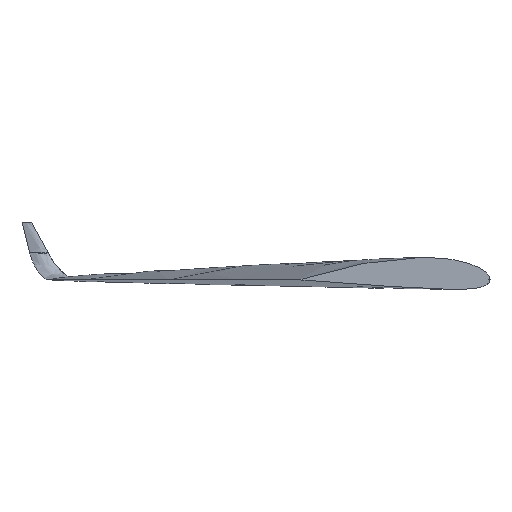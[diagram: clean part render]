
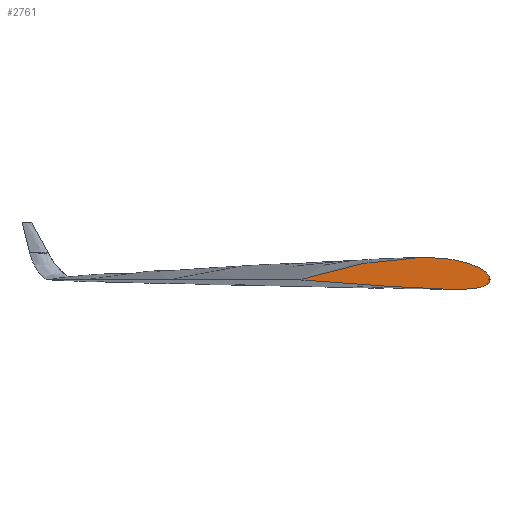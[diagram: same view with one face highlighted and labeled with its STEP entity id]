
A CAD part, left-side view. The second image highlights one B-rep face of the part: STEP entity #2761.
In plain terms, the highlighted planar face has unit normal (-1, 0, 0).
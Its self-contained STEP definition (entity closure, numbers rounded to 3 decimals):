
#1296=CARTESIAN_POINT('Vertex',(0.,200.,0.)) ;
#1302=CARTESIAN_POINT('Control Point',(0.,200.,0.)) ;
#1303=CARTESIAN_POINT('Control Point',(0.,197.359,0.867)) ;
#1304=CARTESIAN_POINT('Control Point',(0.,194.711,1.714)) ;
#1305=CARTESIAN_POINT('Control Point',(0.,192.056,2.54)) ;
#1306=CARTESIAN_POINT('Control Point',(0.,186.969,4.09)) ;
#1307=CARTESIAN_POINT('Control Point',(0.,181.859,5.564)) ;
#1308=CARTESIAN_POINT('Control Point',(0.,179.417,6.257)) ;
#1309=CARTESIAN_POINT('Control Point',(0.,172.105,8.282)) ;
#1310=CARTESIAN_POINT('Control Point',(0.,164.755,10.166)) ;
#1311=CARTESIAN_POINT('Control Point',(0.,159.849,11.361)) ;
#1312=CARTESIAN_POINT('Control Point',(0.,149.185,13.83)) ;
#1313=CARTESIAN_POINT('Control Point',(0.,138.458,16.018)) ;
#1314=CARTESIAN_POINT('Control Point',(0.,132.663,17.113)) ;
#1315=CARTESIAN_POINT('Control Point',(0.,122.465,18.885)) ;
#1316=CARTESIAN_POINT('Control Point',(0.,112.223,20.375)) ;
#1317=CARTESIAN_POINT('Control Point',(0.,107.809,20.962)) ;
#1318=CARTESIAN_POINT('Control Point',(0.,97.407,22.203)) ;
#1319=CARTESIAN_POINT('Control Point',(0.,86.968,23.087)) ;
#1320=CARTESIAN_POINT('Control Point',(0.,80.957,23.516)) ;
#1321=CARTESIAN_POINT('Control Point',(0.,70.56,23.891)) ;
#1322=CARTESIAN_POINT('Control Point',(0.,60.162,23.626)) ;
#1323=CARTESIAN_POINT('Control Point',(0.,55.792,23.385)) ;
#1324=CARTESIAN_POINT('Control Point',(0.,48.449,22.76)) ;
#1325=CARTESIAN_POINT('Control Point',(0.,41.155,21.717)) ;
#1326=CARTESIAN_POINT('Control Point',(0.,38.204,21.218)) ;
#1327=CARTESIAN_POINT('Control Point',(0.,33.208,20.237)) ;
#1328=CARTESIAN_POINT('Control Point',(0.,28.268,19.002)) ;
#1329=CARTESIAN_POINT('Control Point',(0.,26.244,18.447)) ;
#1330=CARTESIAN_POINT('Control Point',(0.,22.905,17.439)) ;
#1331=CARTESIAN_POINT('Control Point',(0.,19.617,16.276)) ;
#1332=CARTESIAN_POINT('Control Point',(0.,18.317,15.786)) ;
#1333=CARTESIAN_POINT('Control Point',(0.,15.396,14.614)) ;
#1334=CARTESIAN_POINT('Control Point',(0.,12.545,13.28)) ;
#1335=CARTESIAN_POINT('Control Point',(0.,10.981,12.477)) ;
#1336=CARTESIAN_POINT('Control Point',(0.,8.311,10.964)) ;
#1337=CARTESIAN_POINT('Control Point',(0.,5.8,9.201)) ;
#1338=CARTESIAN_POINT('Control Point',(0.,4.769,8.396)) ;
#1339=CARTESIAN_POINT('Control Point',(0.,3.308,7.096)) ;
#1340=CARTESIAN_POINT('Control Point',(0.,2.041,5.611)) ;
#1341=CARTESIAN_POINT('Control Point',(0.,1.65,5.101)) ;
#1342=CARTESIAN_POINT('Control Point',(0.,0.827,3.87)) ;
#1343=CARTESIAN_POINT('Control Point',(0.,0.245,2.502)) ;
#1344=CARTESIAN_POINT('Control Point',(0.,0.015,1.682)) ;
#1345=CARTESIAN_POINT('Control Point',(0.,-0.07,0.835)) ;
#1346=CARTESIAN_POINT('Control Point',(0.,0.,0.)) ;
#1347=CARTESIAN_POINT('Vertex',(0.,0.,0.)) ;
#2652=CARTESIAN_POINT('Control Point',(0.,0.,0.)) ;
#2653=CARTESIAN_POINT('Control Point',(0.,0.068,-0.821)) ;
#2654=CARTESIAN_POINT('Control Point',(0.,0.285,-1.631)) ;
#2655=CARTESIAN_POINT('Control Point',(0.,0.656,-2.389)) ;
#2656=CARTESIAN_POINT('Control Point',(0.,1.515,-3.569)) ;
#2657=CARTESIAN_POINT('Control Point',(0.,2.621,-4.52)) ;
#2658=CARTESIAN_POINT('Control Point',(0.,3.129,-4.891)) ;
#2659=CARTESIAN_POINT('Control Point',(0.,4.591,-5.83)) ;
#2660=CARTESIAN_POINT('Control Point',(0.,6.169,-6.549)) ;
#2661=CARTESIAN_POINT('Control Point',(0.,7.205,-6.944)) ;
#2662=CARTESIAN_POINT('Control Point',(0.,10.022,-7.866)) ;
#2663=CARTESIAN_POINT('Control Point',(0.,12.917,-8.494)) ;
#2664=CARTESIAN_POINT('Control Point',(0.,14.737,-8.815)) ;
#2665=CARTESIAN_POINT('Control Point',(0.,17.887,-9.265)) ;
#2666=CARTESIAN_POINT('Control Point',(0.,21.053,-9.576)) ;
#2667=CARTESIAN_POINT('Control Point',(0.,22.379,-9.685)) ;
#2668=CARTESIAN_POINT('Control Point',(0.,28.547,-10.112)) ;
#2669=CARTESIAN_POINT('Control Point',(0.,34.733,-10.212)) ;
#2670=CARTESIAN_POINT('Control Point',(0.,39.587,-10.187)) ;
#2671=CARTESIAN_POINT('Control Point',(0.,50.237,-9.939)) ;
#2672=CARTESIAN_POINT('Control Point',(0.,60.88,-9.466)) ;
#2673=CARTESIAN_POINT('Control Point',(0.,66.671,-9.151)) ;
#2674=CARTESIAN_POINT('Control Point',(0.,76.628,-8.636)) ;
#2675=CARTESIAN_POINT('Control Point',(0.,86.584,-8.091)) ;
#2676=CARTESIAN_POINT('Control Point',(0.,90.747,-7.846)) ;
#2677=CARTESIAN_POINT('Control Point',(0.,99.209,-7.3)) ;
#2678=CARTESIAN_POINT('Control Point',(0.,107.668,-6.711)) ;
#2679=CARTESIAN_POINT('Control Point',(0.,111.966,-6.404)) ;
#2680=CARTESIAN_POINT('Control Point',(0.,122.096,-5.664)) ;
#2681=CARTESIAN_POINT('Control Point',(0.,132.226,-4.916)) ;
#2682=CARTESIAN_POINT('Control Point',(0.,138.058,-4.475)) ;
#2683=CARTESIAN_POINT('Control Point',(0.,148.767,-3.696)) ;
#2684=CARTESIAN_POINT('Control Point',(0.,159.476,-2.908)) ;
#2685=CARTESIAN_POINT('Control Point',(0.,164.353,-2.56)) ;
#2686=CARTESIAN_POINT('Control Point',(0.,171.703,-2.034)) ;
#2687=CARTESIAN_POINT('Control Point',(0.,179.054,-1.51)) ;
#2688=CARTESIAN_POINT('Control Point',(0.,181.528,-1.333)) ;
#2689=CARTESIAN_POINT('Control Point',(0.,185.71,-1.032)) ;
#2690=CARTESIAN_POINT('Control Point',(0.,189.893,-0.735)) ;
#2691=CARTESIAN_POINT('Control Point',(0.,191.6,-0.608)) ;
#2692=CARTESIAN_POINT('Control Point',(0.,194.305,-0.411)) ;
#2693=CARTESIAN_POINT('Control Point',(0.,197.01,-0.223)) ;
#2694=CARTESIAN_POINT('Control Point',(0.,198.007,-0.145)) ;
#2695=CARTESIAN_POINT('Control Point',(0.,199.003,-0.069)) ;
#2696=CARTESIAN_POINT('Control Point',(0.,200.,0.)) ;
#2752=CARTESIAN_POINT('Axis2P3D Location',(0.,98.06,3.743)) ;
#2753=DIRECTION('Axis2P3D Direction',(-1.,0.,0.)) ;
#2754=DIRECTION('Axis2P3D XDirection',(0.,1.,-0.003)) ;
#2755=AXIS2_PLACEMENT_3D('Plane Axis2P3D',#2752,#2753,#2754) ;
#2758=ORIENTED_EDGE('',*,*,#1349,.F.) ;
#2759=ORIENTED_EDGE('',*,*,#2697,.F.) ;
#2761=ADVANCED_FACE('Corps principal',(#2760),#2756,.T.) ;
#1301=B_SPLINE_CURVE_WITH_KNOTS('',5,(#1302,#1303,#1304,#1305,#1306,#1307,#1308,#1309,#1310,#1311,#1312,#1313,#1314,#1315,#1316,#1317,#1318,#1319,#1320,#1321,#1322,#1323,#1324,#1325,#1326,#1327,#1328,#1329,#1330,#1331,#1332,#1333,#1334,#1335,#1336,#1337,#1338,#1339,#1340,#1341,#1342,#1343,#1344,#1345,#1346),.UNSPECIFIED.,.F.,.U.,(6,3,3,3,3,3,3,3,3,3,3,3,3,3,6),(0.,13.9,26.591,51.834,81.321,103.579,133.695,155.562,170.518,181.007,187.949,196.732,203.26,206.46,210.617),.UNSPECIFIED.) ;
#2651=B_SPLINE_CURVE_WITH_KNOTS('',5,(#2652,#2653,#2654,#2655,#2656,#2657,#2658,#2659,#2660,#2661,#2662,#2663,#2664,#2665,#2666,#2667,#2668,#2669,#2670,#2671,#2672,#2673,#2674,#2675,#2676,#2677,#2678,#2679,#2680,#2681,#2682,#2683,#2684,#2685,#2686,#2687,#2688,#2689,#2690,#2691,#2692,#2693,#2694,#2695,#2696),.UNSPECIFIED.,.F.,.U.,(6,3,3,3,3,3,3,3,3,3,3,3,3,3,6),(210.617,214.702,217.822,223.351,232.599,239.248,263.511,292.51,313.363,334.906,364.15,388.595,400.997,409.56,414.556),.UNSPECIFIED.) ;
#1349=EDGE_CURVE('',#1297,#1348,#1301,.T.) ;
#2697=EDGE_CURVE('',#1348,#1297,#2651,.T.) ;
#2757=EDGE_LOOP('',(#2758,#2759)) ;
#2760=FACE_OUTER_BOUND('',#2757,.T.) ;
#2756=PLANE('',#2755) ;
#1297=VERTEX_POINT('',#1296) ;
#1348=VERTEX_POINT('',#1347) ;
